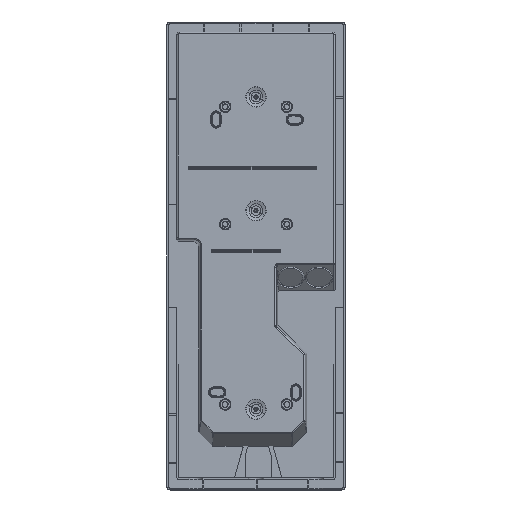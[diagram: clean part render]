
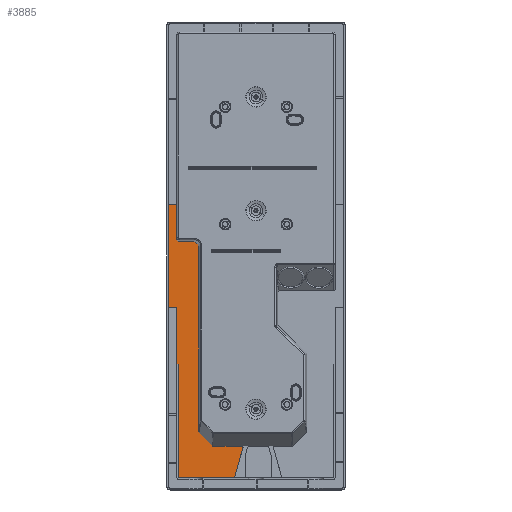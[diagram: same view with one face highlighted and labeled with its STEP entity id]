
A CAD part, left-side view. The second image highlights one B-rep face of the part: STEP entity #3885.
In plain terms, the highlighted planar face has unit normal (-1, 0, 0).
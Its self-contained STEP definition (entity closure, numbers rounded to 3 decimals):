
#3399=CARTESIAN_POINT('Vertex',(-24.7,17.714,-183.319)) ;
#3406=CARTESIAN_POINT('Vertex',(-24.7,10.586,-157.252)) ;
#3409=CARTESIAN_POINT('Line Origine',(-24.7,14.15,-170.286)) ;
#3438=CARTESIAN_POINT('Vertex',(-24.7,35.631,-157.252)) ;
#3441=CARTESIAN_POINT('Line Origine',(-24.7,0.,-157.252)) ;
#3606=CARTESIAN_POINT('Line Origine',(-24.7,40.767,-183.319)) ;
#3610=CARTESIAN_POINT('Vertex',(-24.7,63.82,-183.319)) ;
#3729=CARTESIAN_POINT('Axis2P3D Location',(-24.7,0.,0.)) ;
#3735=CARTESIAN_POINT('Control Point',(-24.7,36.297,-156.954)) ;
#3736=CARTESIAN_POINT('Control Point',(-24.7,36.233,-157.021)) ;
#3737=CARTESIAN_POINT('Control Point',(-24.7,36.163,-157.081)) ;
#3738=CARTESIAN_POINT('Control Point',(-24.7,36.086,-157.132)) ;
#3739=CARTESIAN_POINT('Control Point',(-24.7,35.95,-157.2)) ;
#3740=CARTESIAN_POINT('Control Point',(-24.7,35.805,-157.237)) ;
#3741=CARTESIAN_POINT('Control Point',(-24.7,35.747,-157.247)) ;
#3742=CARTESIAN_POINT('Control Point',(-24.7,35.689,-157.252)) ;
#3743=CARTESIAN_POINT('Control Point',(-24.7,35.631,-157.252)) ;
#3744=CARTESIAN_POINT('Vertex',(-24.7,36.297,-156.954)) ;
#3747=CARTESIAN_POINT('Line Origine',(-24.7,41.637,-151.329)) ;
#3751=CARTESIAN_POINT('Vertex',(-24.7,46.977,-145.704)) ;
#3755=CARTESIAN_POINT('Control Point',(-24.7,47.279,-144.911)) ;
#3756=CARTESIAN_POINT('Control Point',(-24.7,47.279,-145.035)) ;
#3757=CARTESIAN_POINT('Control Point',(-24.7,47.264,-145.159)) ;
#3758=CARTESIAN_POINT('Control Point',(-24.7,47.233,-145.28)) ;
#3759=CARTESIAN_POINT('Control Point',(-24.7,47.168,-145.443)) ;
#3760=CARTESIAN_POINT('Control Point',(-24.7,47.073,-145.589)) ;
#3761=CARTESIAN_POINT('Control Point',(-24.7,47.044,-145.629)) ;
#3762=CARTESIAN_POINT('Control Point',(-24.7,47.011,-145.668)) ;
#3763=CARTESIAN_POINT('Control Point',(-24.7,46.977,-145.704)) ;
#3764=CARTESIAN_POINT('Vertex',(-24.7,47.279,-144.911)) ;
#3767=CARTESIAN_POINT('Line Origine',(-24.7,47.279,-68.943)) ;
#3771=CARTESIAN_POINT('Vertex',(-24.7,47.279,7.026)) ;
#3775=CARTESIAN_POINT('Control Point',(-24.7,47.279,7.026)) ;
#3776=CARTESIAN_POINT('Control Point',(-24.7,47.279,7.498)) ;
#3777=CARTESIAN_POINT('Control Point',(-24.7,47.334,7.97)) ;
#3778=CARTESIAN_POINT('Control Point',(-24.7,47.446,8.434)) ;
#3779=CARTESIAN_POINT('Control Point',(-24.7,47.776,9.325)) ;
#3780=CARTESIAN_POINT('Control Point',(-24.7,48.305,10.114)) ;
#3781=CARTESIAN_POINT('Control Point',(-24.7,48.615,10.475)) ;
#3782=CARTESIAN_POINT('Control Point',(-24.7,49.316,11.117)) ;
#3783=CARTESIAN_POINT('Control Point',(-24.7,50.148,11.576)) ;
#3784=CARTESIAN_POINT('Control Point',(-24.7,50.589,11.756)) ;
#3785=CARTESIAN_POINT('Control Point',(-24.7,51.193,11.921)) ;
#3786=CARTESIAN_POINT('Control Point',(-24.7,51.811,11.99)) ;
#3787=CARTESIAN_POINT('Control Point',(-24.7,51.96,12.001)) ;
#3788=CARTESIAN_POINT('Control Point',(-24.7,52.11,12.007)) ;
#3789=CARTESIAN_POINT('Control Point',(-24.7,52.26,12.007)) ;
#3790=CARTESIAN_POINT('Vertex',(-24.7,52.26,12.007)) ;
#3793=CARTESIAN_POINT('Line Origine',(-24.7,57.79,12.007)) ;
#3797=CARTESIAN_POINT('Vertex',(-24.7,63.32,12.007)) ;
#3801=CARTESIAN_POINT('Control Point',(-24.7,65.32,14.015)) ;
#3802=CARTESIAN_POINT('Control Point',(-24.7,65.32,13.825)) ;
#3803=CARTESIAN_POINT('Control Point',(-24.7,65.297,13.635)) ;
#3804=CARTESIAN_POINT('Control Point',(-24.7,65.253,13.448)) ;
#3805=CARTESIAN_POINT('Control Point',(-24.7,65.12,13.089)) ;
#3806=CARTESIAN_POINT('Control Point',(-24.7,64.907,12.771)) ;
#3807=CARTESIAN_POINT('Control Point',(-24.7,64.783,12.626)) ;
#3808=CARTESIAN_POINT('Control Point',(-24.7,64.501,12.367)) ;
#3809=CARTESIAN_POINT('Control Point',(-24.7,64.167,12.181)) ;
#3810=CARTESIAN_POINT('Control Point',(-24.7,63.99,12.109)) ;
#3811=CARTESIAN_POINT('Control Point',(-24.7,63.748,12.042)) ;
#3812=CARTESIAN_POINT('Control Point',(-24.7,63.5,12.014)) ;
#3813=CARTESIAN_POINT('Control Point',(-24.7,63.44,12.009)) ;
#3814=CARTESIAN_POINT('Control Point',(-24.7,63.38,12.007)) ;
#3815=CARTESIAN_POINT('Control Point',(-24.7,63.32,12.007)) ;
#3816=CARTESIAN_POINT('Vertex',(-24.7,65.32,14.015)) ;
#3819=CARTESIAN_POINT('Line Origine',(-24.7,65.32,28.437)) ;
#3823=CARTESIAN_POINT('Vertex',(-24.7,65.32,42.86)) ;
#3826=CARTESIAN_POINT('Line Origine',(-24.7,68.82,42.86)) ;
#3830=CARTESIAN_POINT('Vertex',(-24.7,72.32,42.86)) ;
#3833=CARTESIAN_POINT('Line Origine',(-24.7,72.32,0.)) ;
#3837=CARTESIAN_POINT('Vertex',(-24.7,72.32,-42.86)) ;
#3840=CARTESIAN_POINT('Line Origine',(-24.7,68.82,-42.86)) ;
#3844=CARTESIAN_POINT('Vertex',(-24.7,65.32,-42.86)) ;
#3847=CARTESIAN_POINT('Line Origine',(-24.7,65.32,-66.207)) ;
#3851=CARTESIAN_POINT('Vertex',(-24.7,65.32,-89.553)) ;
#3854=CARTESIAN_POINT('Line Origine',(-24.7,64.57,-89.553)) ;
#3858=CARTESIAN_POINT('Vertex',(-24.7,63.82,-89.553)) ;
#3861=CARTESIAN_POINT('Line Origine',(-24.7,63.82,-136.436)) ;
#3410=DIRECTION('Vector Direction',(0.,0.264,-0.965)) ;
#3442=DIRECTION('Vector Direction',(0.,-1.,0.)) ;
#3607=DIRECTION('Vector Direction',(0.,-1.,0.)) ;
#3730=DIRECTION('Axis2P3D Direction',(-1.,-0.,0.)) ;
#3731=DIRECTION('Axis2P3D XDirection',(0.,-1.,-0.)) ;
#3748=DIRECTION('Vector Direction',(0.,-0.689,-0.725)) ;
#3768=DIRECTION('Vector Direction',(0.,0.,-1.)) ;
#3794=DIRECTION('Vector Direction',(0.,-1.,0.)) ;
#3820=DIRECTION('Vector Direction',(0.,0.,-1.)) ;
#3827=DIRECTION('Vector Direction',(0.,-1.,0.)) ;
#3834=DIRECTION('Vector Direction',(0.,0.,1.)) ;
#3841=DIRECTION('Vector Direction',(0.,-1.,0.)) ;
#3848=DIRECTION('Vector Direction',(0.,0.,-1.)) ;
#3855=DIRECTION('Vector Direction',(0.,-1.,0.)) ;
#3862=DIRECTION('Vector Direction',(0.,0.,1.)) ;
#3732=AXIS2_PLACEMENT_3D('Plane Axis2P3D',#3729,#3730,#3731) ;
#3867=ORIENTED_EDGE('',*,*,#3746,.F.) ;
#3868=ORIENTED_EDGE('',*,*,#3753,.T.) ;
#3869=ORIENTED_EDGE('',*,*,#3766,.F.) ;
#3870=ORIENTED_EDGE('',*,*,#3773,.T.) ;
#3871=ORIENTED_EDGE('',*,*,#3792,.T.) ;
#3872=ORIENTED_EDGE('',*,*,#3799,.T.) ;
#3873=ORIENTED_EDGE('',*,*,#3818,.F.) ;
#3874=ORIENTED_EDGE('',*,*,#3825,.T.) ;
#3875=ORIENTED_EDGE('',*,*,#3832,.F.) ;
#3876=ORIENTED_EDGE('',*,*,#3839,.T.) ;
#3877=ORIENTED_EDGE('',*,*,#3846,.F.) ;
#3878=ORIENTED_EDGE('',*,*,#3853,.F.) ;
#3879=ORIENTED_EDGE('',*,*,#3860,.F.) ;
#3880=ORIENTED_EDGE('',*,*,#3865,.F.) ;
#3881=ORIENTED_EDGE('',*,*,#3612,.F.) ;
#3882=ORIENTED_EDGE('',*,*,#3413,.F.) ;
#3883=ORIENTED_EDGE('',*,*,#3445,.T.) ;
#3411=VECTOR('Line Direction',#3410,1.) ;
#3443=VECTOR('Line Direction',#3442,1.) ;
#3608=VECTOR('Line Direction',#3607,1.) ;
#3749=VECTOR('Line Direction',#3748,1.) ;
#3769=VECTOR('Line Direction',#3768,1.) ;
#3795=VECTOR('Line Direction',#3794,1.) ;
#3821=VECTOR('Line Direction',#3820,1.) ;
#3828=VECTOR('Line Direction',#3827,1.) ;
#3835=VECTOR('Line Direction',#3834,1.) ;
#3842=VECTOR('Line Direction',#3841,1.) ;
#3849=VECTOR('Line Direction',#3848,1.) ;
#3856=VECTOR('Line Direction',#3855,1.) ;
#3863=VECTOR('Line Direction',#3862,1.) ;
#3885=ADVANCED_FACE('Body.2',(#3884),#3733,.T.) ;
#3734=B_SPLINE_CURVE_WITH_KNOTS('',5,(#3735,#3736,#3737,#3738,#3739,#3740,#3741,#3742,#3743),.UNSPECIFIED.,.F.,.U.,(6,3,6),(0.,0.65,1.061),.UNSPECIFIED.) ;
#3754=B_SPLINE_CURVE_WITH_KNOTS('',5,(#3755,#3756,#3757,#3758,#3759,#3760,#3761,#3762,#3763),.UNSPECIFIED.,.F.,.U.,(6,3,6),(0.,0.875,1.229),.UNSPECIFIED.) ;
#3774=B_SPLINE_CURVE_WITH_KNOTS('',5,(#3775,#3776,#3777,#3778,#3779,#3780,#3781,#3782,#3783,#3784,#3785,#3786,#3787,#3788,#3789),.UNSPECIFIED.,.F.,.U.,(6,3,3,3,6),(0.,3.339,6.673,10.01,11.069),.UNSPECIFIED.) ;
#3800=B_SPLINE_CURVE_WITH_KNOTS('',5,(#3801,#3802,#3803,#3804,#3805,#3806,#3807,#3808,#3809,#3810,#3811,#3812,#3813,#3814,#3815),.UNSPECIFIED.,.F.,.U.,(6,3,3,3,6),(0.,1.343,2.686,4.027,4.451),.UNSPECIFIED.) ;
#3413=EDGE_CURVE('',#3407,#3400,#3412,.T.) ;
#3445=EDGE_CURVE('',#3407,#3439,#3444,.F.) ;
#3612=EDGE_CURVE('',#3400,#3611,#3609,.F.) ;
#3746=EDGE_CURVE('',#3745,#3439,#3734,.T.) ;
#3753=EDGE_CURVE('',#3745,#3752,#3750,.F.) ;
#3766=EDGE_CURVE('',#3765,#3752,#3754,.T.) ;
#3773=EDGE_CURVE('',#3765,#3772,#3770,.F.) ;
#3792=EDGE_CURVE('',#3772,#3791,#3774,.T.) ;
#3799=EDGE_CURVE('',#3791,#3798,#3796,.F.) ;
#3818=EDGE_CURVE('',#3817,#3798,#3800,.T.) ;
#3825=EDGE_CURVE('',#3817,#3824,#3822,.F.) ;
#3832=EDGE_CURVE('',#3831,#3824,#3829,.T.) ;
#3839=EDGE_CURVE('',#3831,#3838,#3836,.F.) ;
#3846=EDGE_CURVE('',#3845,#3838,#3843,.F.) ;
#3853=EDGE_CURVE('',#3852,#3845,#3850,.F.) ;
#3860=EDGE_CURVE('',#3859,#3852,#3857,.F.) ;
#3865=EDGE_CURVE('',#3611,#3859,#3864,.T.) ;
#3866=EDGE_LOOP('',(#3867,#3868,#3869,#3870,#3871,#3872,#3873,#3874,#3875,#3876,#3877,#3878,#3879,#3880,#3881,#3882,#3883)) ;
#3884=FACE_OUTER_BOUND('',#3866,.T.) ;
#3412=LINE('Line',#3409,#3411) ;
#3444=LINE('Line',#3441,#3443) ;
#3609=LINE('Line',#3606,#3608) ;
#3750=LINE('Line',#3747,#3749) ;
#3770=LINE('Line',#3767,#3769) ;
#3796=LINE('Line',#3793,#3795) ;
#3822=LINE('Line',#3819,#3821) ;
#3829=LINE('Line',#3826,#3828) ;
#3836=LINE('Line',#3833,#3835) ;
#3843=LINE('Line',#3840,#3842) ;
#3850=LINE('Line',#3847,#3849) ;
#3857=LINE('Line',#3854,#3856) ;
#3864=LINE('Line',#3861,#3863) ;
#3733=PLANE('',#3732) ;
#3400=VERTEX_POINT('',#3399) ;
#3407=VERTEX_POINT('',#3406) ;
#3439=VERTEX_POINT('',#3438) ;
#3611=VERTEX_POINT('',#3610) ;
#3745=VERTEX_POINT('',#3744) ;
#3752=VERTEX_POINT('',#3751) ;
#3765=VERTEX_POINT('',#3764) ;
#3772=VERTEX_POINT('',#3771) ;
#3791=VERTEX_POINT('',#3790) ;
#3798=VERTEX_POINT('',#3797) ;
#3817=VERTEX_POINT('',#3816) ;
#3824=VERTEX_POINT('',#3823) ;
#3831=VERTEX_POINT('',#3830) ;
#3838=VERTEX_POINT('',#3837) ;
#3845=VERTEX_POINT('',#3844) ;
#3852=VERTEX_POINT('',#3851) ;
#3859=VERTEX_POINT('',#3858) ;
